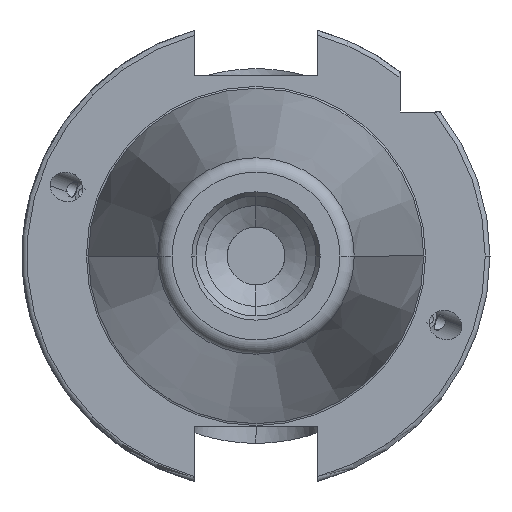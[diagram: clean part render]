
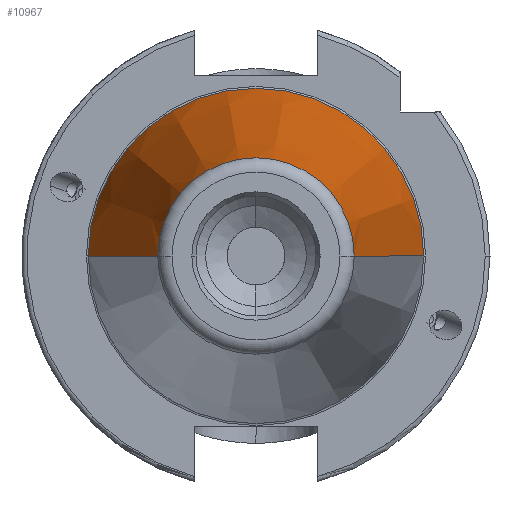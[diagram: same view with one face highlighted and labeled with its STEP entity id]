
A CAD part, left-side view. The second image highlights one B-rep face of the part: STEP entity #10967.
In plain terms, the highlighted conical face has half-angle 8.297 degrees and reference radius 34.925 mm.
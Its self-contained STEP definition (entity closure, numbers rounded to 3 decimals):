
#32 = CARTESIAN_POINT ( 'NONE',  ( 0., -34.925, 0. ) ) ;
#569 = ORIENTED_EDGE ( 'NONE', *, *, #1141, .F. ) ;
#764 = DIRECTION ( 'NONE',  ( 0.99, -0.144, 0. ) ) ;
#1141 = EDGE_CURVE ( 'NONE', #1780, #8374, #7402, .T. ) ;
#1149 = AXIS2_PLACEMENT_3D ( 'NONE', #2075, #7995, #2929 ) ;
#1571 = ORIENTED_EDGE ( 'NONE', *, *, #6948, .T. ) ;
#1780 = VERTEX_POINT ( 'NONE', #10961 ) ;
#2075 = CARTESIAN_POINT ( 'NONE',  ( -99.183, 0., 0. ) ) ;
#2089 = CIRCLE ( 'NONE', #6507, 34.925 ) ;
#2606 = VERTEX_POINT ( 'NONE', #32 ) ;
#2724 = CIRCLE ( 'NONE', #1149, 20.461 ) ;
#2846 = CARTESIAN_POINT ( 'NONE',  ( 0., 34.925, 0. ) ) ;
#2929 = DIRECTION ( 'NONE',  ( 0., -1., 0. ) ) ;
#3420 = AXIS2_PLACEMENT_3D ( 'NONE', #5710, #10755, #4875 ) ;
#3557 = VECTOR ( 'NONE', #764, 1000. ) ;
#4024 = CARTESIAN_POINT ( 'NONE',  ( 0., 0., 0. ) ) ;
#4713 = ORIENTED_EDGE ( 'NONE', *, *, #7024, .T. ) ;
#4875 = DIRECTION ( 'NONE',  ( 0., 1., 0. ) ) ;
#4883 = DIRECTION ( 'NONE',  ( 0., -1., 0. ) ) ;
#5180 = VECTOR ( 'NONE', #6149, 1000. ) ;
#5710 = CARTESIAN_POINT ( 'NONE',  ( 0., 0., 0. ) ) ;
#6080 = LINE ( 'NONE', #10882, #3557 ) ;
#6149 = DIRECTION ( 'NONE',  ( 0.99, 0.144, 0. ) ) ;
#6249 = VERTEX_POINT ( 'NONE', #10597 ) ;
#6471 = EDGE_LOOP ( 'NONE', ( #9029, #4713, #1571, #569 ) ) ;
#6507 = AXIS2_PLACEMENT_3D ( 'NONE', #4024, #9910, #4883 ) ;
#6948 = EDGE_CURVE ( 'NONE', #2606, #8374, #2089, .T. ) ;
#7024 = EDGE_CURVE ( 'NONE', #6249, #2606, #6080, .T. ) ;
#7402 = LINE ( 'NONE', #2846, #5180 ) ;
#7876 = CONICAL_SURFACE ( 'NONE', #3420, 34.925, 0.145 ) ;
#7995 = DIRECTION ( 'NONE',  ( -1., 0., 0. ) ) ;
#8374 = VERTEX_POINT ( 'NONE', #8780 ) ;
#8780 = CARTESIAN_POINT ( 'NONE',  ( 0., 34.925, 0. ) ) ;
#9029 = ORIENTED_EDGE ( 'NONE', *, *, #10836, .F. ) ;
#9910 = DIRECTION ( 'NONE',  ( -1., 0., 0. ) ) ;
#10381 = FACE_OUTER_BOUND ( 'NONE', #6471, .T. ) ;
#10597 = CARTESIAN_POINT ( 'NONE',  ( -99.183, -20.461, 0. ) ) ;
#10755 = DIRECTION ( 'NONE',  ( 1., 0., 0. ) ) ;
#10836 = EDGE_CURVE ( 'NONE', #6249, #1780, #2724, .T. ) ;
#10882 = CARTESIAN_POINT ( 'NONE',  ( 0., -34.925, 0. ) ) ;
#10961 = CARTESIAN_POINT ( 'NONE',  ( -99.183, 20.461, 0. ) ) ;
#10967 = ADVANCED_FACE ( 'NONE', ( #10381 ), #7876, .T. ) ;
